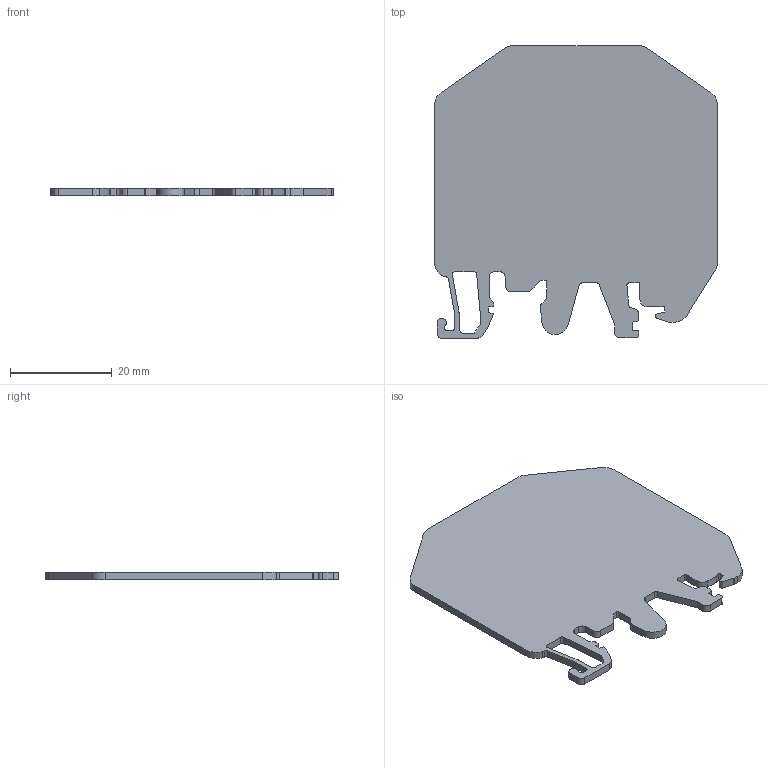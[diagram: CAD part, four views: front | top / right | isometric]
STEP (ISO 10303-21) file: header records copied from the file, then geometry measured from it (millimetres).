
FILE_DESCRIPTION (( 'STEP AP214' ), '1' );
FILE_NAME ('463229_APP_PB2.5_PB6_Grey.stp', '2015-05-27T14:18:06', ( '' ), ( '' ), 'SwSTEP 2.0', 'SolidWorks 2015', '' );
FILE_SCHEMA (( 'AUTOMOTIVE_DESIGN' ));
Length unit declared in the file: millimetre
Products named in the file (1): 463229_APP_PB2.5_PB6_Grey
Bounding box: 55.7 x 57.65 x 1.5 mm (x, y, z)
Volume: 3991.6 mm3; surface area: 5790.2 mm2
Topology: 1 solids, 1 shells, 105 faces, 309 edges, 206 vertices
Faces by surface type: plane 55, cylinder 50
Entity records: 3561 total; most frequent: DIRECTION 621, CARTESIAN_POINT 621, ORIENTED_EDGE 618, EDGE_CURVE 309, VECTOR 209, LINE 209, AXIS2_PLACEMENT_3D 206, VERTEX_POINT 206
